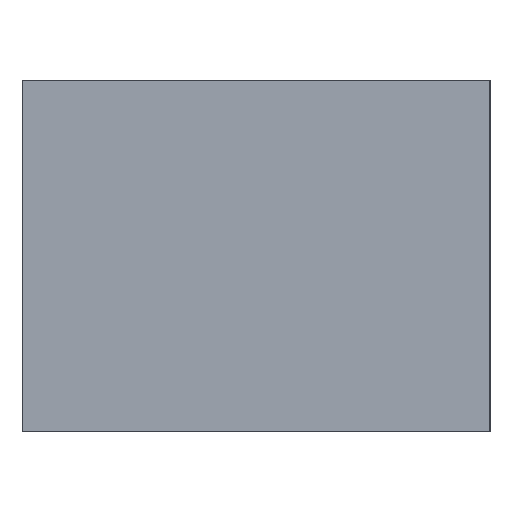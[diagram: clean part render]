
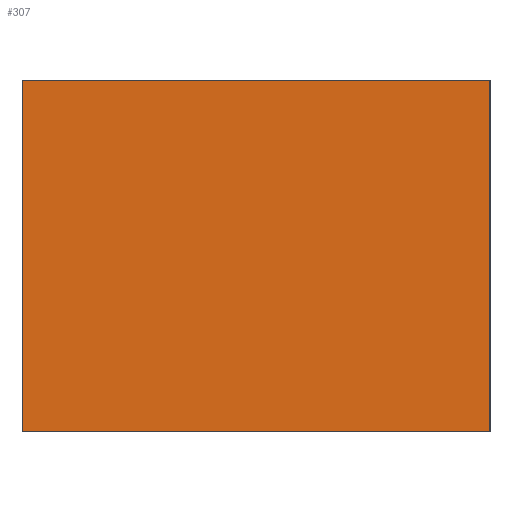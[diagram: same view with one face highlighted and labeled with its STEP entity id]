
A CAD part, left-side view. The second image highlights one B-rep face of the part: STEP entity #307.
In plain terms, the highlighted planar face has unit normal (-1, 0, 0).
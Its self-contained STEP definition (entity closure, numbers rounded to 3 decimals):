
#12 = CARTESIAN_POINT ( 'NONE',  ( 0., 101.6, -76.2 ) ) ;
#13 = DIRECTION ( 'NONE',  ( 0., -1., 0. ) ) ;
#34 = VERTEX_POINT ( 'NONE', #129 ) ;
#39 = VERTEX_POINT ( 'NONE', #76 ) ;
#67 = VERTEX_POINT ( 'NONE', #136 ) ;
#76 = CARTESIAN_POINT ( 'NONE',  ( 0., 0., -76.2 ) ) ;
#82 = DIRECTION ( 'NONE',  ( 0., 0., -1. ) ) ;
#83 = DIRECTION ( 'NONE',  ( 1., 0., 0. ) ) ;
#101 = PLANE ( 'NONE',  #371 ) ;
#111 = CARTESIAN_POINT ( 'NONE',  ( 0., 101.6, 0. ) ) ;
#114 = VERTEX_POINT ( 'NONE', #135 ) ;
#129 = CARTESIAN_POINT ( 'NONE',  ( 0., 101.6, -76.2 ) ) ;
#135 = CARTESIAN_POINT ( 'NONE',  ( 0., 0., 0. ) ) ;
#136 = CARTESIAN_POINT ( 'NONE',  ( 0., 101.6, 0. ) ) ;
#155 = CARTESIAN_POINT ( 'NONE',  ( 0., 0., 0. ) ) ;
#171 = DIRECTION ( 'NONE',  ( 0., 0., 1. ) ) ;
#175 = CARTESIAN_POINT ( 'NONE',  ( 0., 101.6, 0. ) ) ;
#179 = DIRECTION ( 'NONE',  ( 0., -1., 0. ) ) ;
#190 = CARTESIAN_POINT ( 'NONE',  ( 0., 101.6, 0. ) ) ;
#194 = DIRECTION ( 'NONE',  ( 0., 0., 1. ) ) ;
#307 = ADVANCED_FACE ( 'NONE', ( #663 ), #101, .F. ) ;
#325 = EDGE_CURVE ( 'NONE', #34, #39, #443, .T. ) ;
#334 = EDGE_CURVE ( 'NONE', #39, #114, #458, .T. ) ;
#337 = EDGE_CURVE ( 'NONE', #67, #114, #438, .T. ) ;
#344 = EDGE_CURVE ( 'NONE', #34, #67, #491, .T. ) ;
#371 = AXIS2_PLACEMENT_3D ( 'NONE', #111, #83, #82 ) ;
#438 = LINE ( 'NONE', #175, #490 ) ;
#442 = VECTOR ( 'NONE', #13, 1000. ) ;
#443 = LINE ( 'NONE', #12, #442 ) ;
#451 = VECTOR ( 'NONE', #171, 1000. ) ;
#458 = LINE ( 'NONE', #155, #451 ) ;
#471 = ORIENTED_EDGE ( 'NONE', *, *, #337, .F. ) ;
#490 = VECTOR ( 'NONE', #179, 1000. ) ;
#491 = LINE ( 'NONE', #190, #631 ) ;
#529 = ORIENTED_EDGE ( 'NONE', *, *, #334, .T. ) ;
#626 = ORIENTED_EDGE ( 'NONE', *, *, #325, .T. ) ;
#631 = VECTOR ( 'NONE', #194, 1000. ) ;
#655 = ORIENTED_EDGE ( 'NONE', *, *, #344, .F. ) ;
#663 = FACE_OUTER_BOUND ( 'NONE', #731, .T. ) ;
#731 = EDGE_LOOP ( 'NONE', ( #529, #471, #655, #626 ) ) ;
